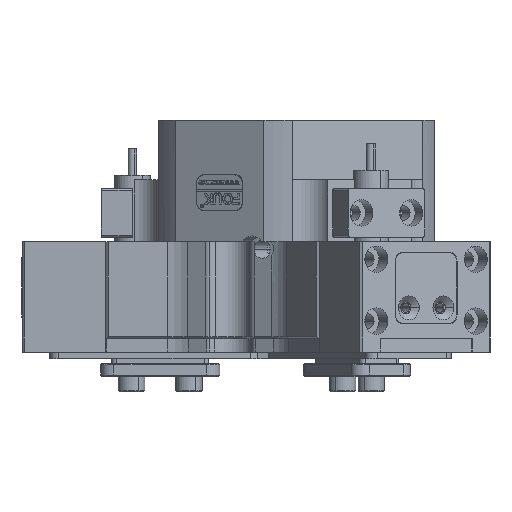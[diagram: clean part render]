
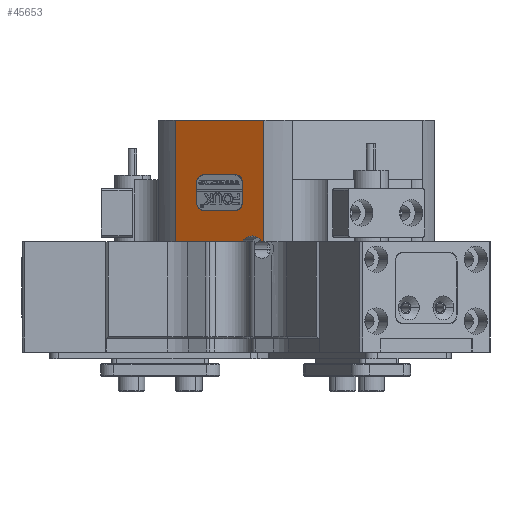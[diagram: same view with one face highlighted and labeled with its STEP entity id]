
A CAD part, front view. The second image highlights one B-rep face of the part: STEP entity #45653.
In plain terms, the highlighted planar face has unit normal (-0.5, -0.866, 0).
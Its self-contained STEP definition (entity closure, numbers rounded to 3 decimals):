
#56 = CARTESIAN_POINT ( 'NONE',  ( 4.262, -33.065, 141.442 ) ) ;
#809 = CARTESIAN_POINT ( 'NONE',  ( -20.973, -18.495, 100.442 ) ) ;
#1157 = CARTESIAN_POINT ( 'NONE',  ( -10.47, -24.559, 91.442 ) ) ;
#1399 = VECTOR ( 'NONE', #49890, 1000. ) ;
#1944 = ORIENTED_EDGE ( 'NONE', *, *, #11786, .T. ) ;
#2011 = VECTOR ( 'NONE', #11317, 1000. ) ;
#2558 = EDGE_CURVE ( 'NONE', #15781, #37200, #12900, .T. ) ;
#2609 = AXIS2_PLACEMENT_3D ( 'NONE', #56, #23694, #16067 ) ;
#2902 = VECTOR ( 'NONE', #20432, 1000. ) ;
#3014 = ORIENTED_EDGE ( 'NONE', *, *, #31693, .T. ) ;
#3203 = EDGE_LOOP ( 'NONE', ( #46947, #33277, #9571, #5280, #51149, #33930, #8861, #42350 ) ) ;
#3413 = CARTESIAN_POINT ( 'NONE',  ( -12.14, -23.595, 100.442 ) ) ;
#4066 = AXIS2_PLACEMENT_3D ( 'NONE', #4957, #12731, #37514 ) ;
#4957 = CARTESIAN_POINT ( 'NONE',  ( -12.14, -23.595, 104.642 ) ) ;
#5280 = ORIENTED_EDGE ( 'NONE', *, *, #2558, .F. ) ;
#5721 = CARTESIAN_POINT ( 'NONE',  ( -10.408, -24.595, 104.642 ) ) ;
#5802 = ORIENTED_EDGE ( 'NONE', *, *, #13743, .F. ) ;
#7537 = CARTESIAN_POINT ( 'NONE',  ( -8.329, -25.795, 89.742 ) ) ;
#8016 = CARTESIAN_POINT ( 'NONE',  ( -5.665, -27.333, 91.442 ) ) ;
#8338 = LINE ( 'NONE', #49544, #1399 ) ;
#8861 = ORIENTED_EDGE ( 'NONE', *, *, #26508, .F. ) ;
#9571 = ORIENTED_EDGE ( 'NONE', *, *, #37016, .F. ) ;
#9624 = CARTESIAN_POINT ( 'NONE',  ( -6.09, -27.088, 91.442 ) ) ;
#10216 = VECTOR ( 'NONE', #42181, 1000. ) ;
#11065 = CARTESIAN_POINT ( 'NONE',  ( -19.241, -19.495, 100.442 ) ) ;
#11317 = DIRECTION ( 'NONE',  ( -0.866, 0.5, 0. ) ) ;
#11688 = CARTESIAN_POINT ( 'NONE',  ( -10.408, -24.595, 100.442 ) ) ;
#11786 = EDGE_CURVE ( 'NONE', #35411, #30202, #26253, .T. ) ;
#11903 = VECTOR ( 'NONE', #23184, 1000. ) ;
#12731 = DIRECTION ( 'NONE',  ( -0.5, -0.866, 0. ) ) ;
#12798 = CIRCLE ( 'NONE', #4066, 2. ) ;
#12900 = CIRCLE ( 'NONE', #38125, 2. ) ;
#13557 = ORIENTED_EDGE ( 'NONE', *, *, #15555, .F. ) ;
#13743 = EDGE_CURVE ( 'NONE', #40597, #21403, #33090, .T. ) ;
#14259 = DIRECTION ( 'NONE',  ( -0.5, -0.866, 0. ) ) ;
#14444 = DIRECTION ( 'NONE',  ( -0.866, 0.5, 0. ) ) ;
#14590 = EDGE_CURVE ( 'NONE', #41834, #35411, #8338, .T. ) ;
#14612 = ORIENTED_EDGE ( 'NONE', *, *, #41022, .F. ) ;
#15379 = DIRECTION ( 'NONE',  ( 0.866, -0.5, 0. ) ) ;
#15555 = EDGE_CURVE ( 'NONE', #21713, #40597, #35554, .T. ) ;
#15763 = CARTESIAN_POINT ( 'NONE',  ( -19.241, -19.495, 98.442 ) ) ;
#15781 = VERTEX_POINT ( 'NONE', #36956 ) ;
#16067 = DIRECTION ( 'NONE',  ( -0.866, 0.5, 0. ) ) ;
#17347 = CARTESIAN_POINT ( 'NONE',  ( -20.973, -18.495, 104.642 ) ) ;
#17425 = VERTEX_POINT ( 'NONE', #17347 ) ;
#17844 = DIRECTION ( 'NONE',  ( 0., 0., 1. ) ) ;
#17881 = CARTESIAN_POINT ( 'NONE',  ( -12.14, -23.595, 106.642 ) ) ;
#17909 = CARTESIAN_POINT ( 'NONE',  ( -19.241, -19.495, 106.642 ) ) ;
#20432 = DIRECTION ( 'NONE',  ( 0., 0., -1. ) ) ;
#21266 = EDGE_CURVE ( 'NONE', #33297, #42691, #35769, .T. ) ;
#21403 = VERTEX_POINT ( 'NONE', #1157 ) ;
#21713 = VERTEX_POINT ( 'NONE', #8016 ) ;
#21793 = FACE_BOUND ( 'NONE', #3203, .T. ) ;
#21912 = LINE ( 'NONE', #34564, #46621 ) ;
#22335 = DIRECTION ( 'NONE',  ( 0., 0., 1. ) ) ;
#23184 = DIRECTION ( 'NONE',  ( 0.866, -0.5, 0. ) ) ;
#23694 = DIRECTION ( 'NONE',  ( 0.5, 0.866, 0. ) ) ;
#25744 = LINE ( 'NONE', #5721, #43525 ) ;
#26253 = LINE ( 'NONE', #41188, #2902 ) ;
#26508 = EDGE_CURVE ( 'NONE', #17425, #33297, #43607, .T. ) ;
#27215 = EDGE_LOOP ( 'NONE', ( #14612, #5802, #13557, #3014, #35514, #1944 ) ) ;
#30202 = VERTEX_POINT ( 'NONE', #31368 ) ;
#30264 = VERTEX_POINT ( 'NONE', #36342 ) ;
#30461 = LINE ( 'NONE', #9624, #10216 ) ;
#30930 = CARTESIAN_POINT ( 'NONE',  ( -19.241, -19.495, 104.642 ) ) ;
#31368 = CARTESIAN_POINT ( 'NONE',  ( -25.715, -15.757, 91.442 ) ) ;
#31693 = EDGE_CURVE ( 'NONE', #21713, #41834, #21912, .T. ) ;
#33022 = VERTEX_POINT ( 'NONE', #17881 ) ;
#33090 = CIRCLE ( 'NONE', #42268, 3. ) ;
#33273 = FACE_OUTER_BOUND ( 'NONE', #27215, .T. ) ;
#33277 = ORIENTED_EDGE ( 'NONE', *, *, #47814, .F. ) ;
#33297 = VERTEX_POINT ( 'NONE', #809 ) ;
#33427 = LINE ( 'NONE', #35413, #11903 ) ;
#33930 = ORIENTED_EDGE ( 'NONE', *, *, #21266, .F. ) ;
#34564 = CARTESIAN_POINT ( 'NONE',  ( -5.665, -27.333, 69.442 ) ) ;
#35411 = VERTEX_POINT ( 'NONE', #44105 ) ;
#35413 = CARTESIAN_POINT ( 'NONE',  ( -19.241, -19.495, 98.442 ) ) ;
#35514 = ORIENTED_EDGE ( 'NONE', *, *, #14590, .T. ) ;
#35554 = LINE ( 'NONE', #43373, #2011 ) ;
#35769 = CIRCLE ( 'NONE', #41463, 2. ) ;
#36342 = CARTESIAN_POINT ( 'NONE',  ( -10.408, -24.595, 104.642 ) ) ;
#36787 = CARTESIAN_POINT ( 'NONE',  ( -20.973, -18.495, 104.642 ) ) ;
#36956 = CARTESIAN_POINT ( 'NONE',  ( -12.14, -23.595, 98.442 ) ) ;
#37016 = EDGE_CURVE ( 'NONE', #37200, #30264, #25744, .T. ) ;
#37139 = AXIS2_PLACEMENT_3D ( 'NONE', #30930, #14259, #47030 ) ;
#37200 = VERTEX_POINT ( 'NONE', #11688 ) ;
#37514 = DIRECTION ( 'NONE',  ( -0.866, 0.5, 0. ) ) ;
#38125 = AXIS2_PLACEMENT_3D ( 'NONE', #3413, #39642, #15379 ) ;
#39380 = LINE ( 'NONE', #43350, #43834 ) ;
#39389 = DIRECTION ( 'NONE',  ( 0.866, -0.5, 0. ) ) ;
#39642 = DIRECTION ( 'NONE',  ( -0.5, -0.866, 0. ) ) ;
#40093 = DIRECTION ( 'NONE',  ( -0.5, -0.866, 0. ) ) ;
#40118 = VERTEX_POINT ( 'NONE', #17909 ) ;
#40174 = PLANE ( 'NONE',  #2609 ) ;
#40597 = VERTEX_POINT ( 'NONE', #42069 ) ;
#41022 = EDGE_CURVE ( 'NONE', #21403, #30202, #30461, .T. ) ;
#41188 = CARTESIAN_POINT ( 'NONE',  ( -25.715, -15.757, 69.442 ) ) ;
#41463 = AXIS2_PLACEMENT_3D ( 'NONE', #11065, #43841, #39389 ) ;
#41834 = VERTEX_POINT ( 'NONE', #48276 ) ;
#42069 = CARTESIAN_POINT ( 'NONE',  ( -6.188, -27.031, 91.442 ) ) ;
#42181 = DIRECTION ( 'NONE',  ( -0.866, 0.5, 0. ) ) ;
#42268 = AXIS2_PLACEMENT_3D ( 'NONE', #7537, #40093, #43991 ) ;
#42350 = ORIENTED_EDGE ( 'NONE', *, *, #44213, .F. ) ;
#42691 = VERTEX_POINT ( 'NONE', #15763 ) ;
#43350 = CARTESIAN_POINT ( 'NONE',  ( -19.241, -19.495, 106.642 ) ) ;
#43373 = CARTESIAN_POINT ( 'NONE',  ( -6.09, -27.088, 91.442 ) ) ;
#43525 = VECTOR ( 'NONE', #17844, 1000. ) ;
#43607 = LINE ( 'NONE', #36787, #48618 ) ;
#43815 = EDGE_CURVE ( 'NONE', #42691, #15781, #33427, .T. ) ;
#43834 = VECTOR ( 'NONE', #14444, 1000. ) ;
#43841 = DIRECTION ( 'NONE',  ( -0.5, -0.866, 0. ) ) ;
#43991 = DIRECTION ( 'NONE',  ( 0.866, -0.5, 0. ) ) ;
#44105 = CARTESIAN_POINT ( 'NONE',  ( -25.715, -15.757, 118.942 ) ) ;
#44213 = EDGE_CURVE ( 'NONE', #40118, #17425, #49757, .T. ) ;
#45230 = DIRECTION ( 'NONE',  ( 0., 0., -1. ) ) ;
#45653 = ADVANCED_FACE ( 'NONE', ( #21793, #33273 ), #40174, .F. ) ;
#46621 = VECTOR ( 'NONE', #22335, 1000. ) ;
#46947 = ORIENTED_EDGE ( 'NONE', *, *, #48064, .F. ) ;
#47030 = DIRECTION ( 'NONE',  ( 0.866, -0.5, 0. ) ) ;
#47814 = EDGE_CURVE ( 'NONE', #30264, #33022, #12798, .T. ) ;
#48064 = EDGE_CURVE ( 'NONE', #33022, #40118, #39380, .T. ) ;
#48276 = CARTESIAN_POINT ( 'NONE',  ( -5.665, -27.333, 118.942 ) ) ;
#48618 = VECTOR ( 'NONE', #45230, 1000. ) ;
#49544 = CARTESIAN_POINT ( 'NONE',  ( -15.69, -21.545, 118.942 ) ) ;
#49757 = CIRCLE ( 'NONE', #37139, 2. ) ;
#49890 = DIRECTION ( 'NONE',  ( -0.866, 0.5, 0. ) ) ;
#51149 = ORIENTED_EDGE ( 'NONE', *, *, #43815, .F. ) ;
